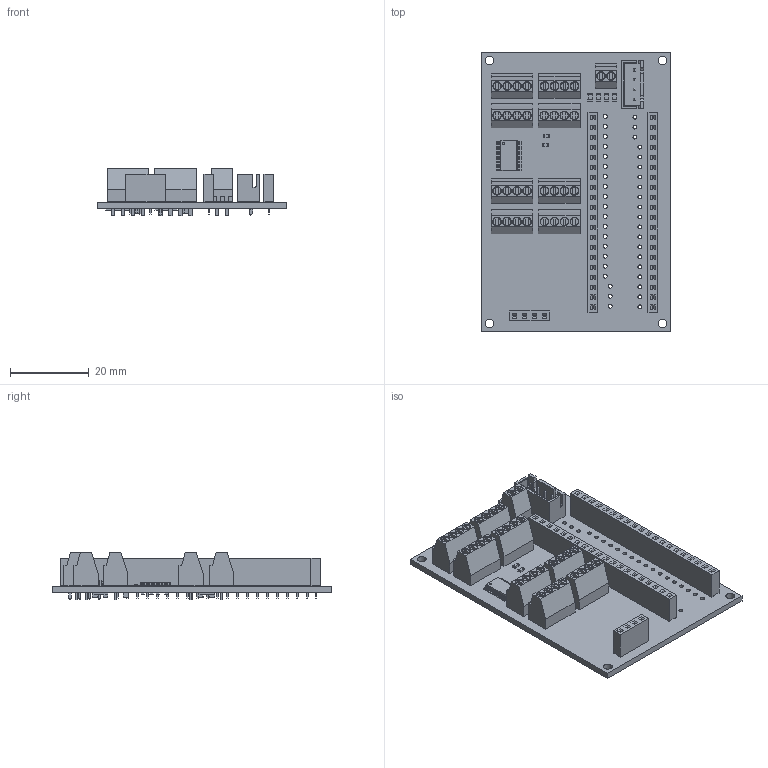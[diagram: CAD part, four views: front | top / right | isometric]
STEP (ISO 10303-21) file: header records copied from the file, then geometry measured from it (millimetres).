
FILE_DESCRIPTION(('KiCad electronic assembly'),'2;1');
FILE_NAME('multiplexI2C.step','2024-08-29T23:40:17',('Pcbnew'),('Kicad') ,'Open CASCADE STEP processor 7.7','KiCad to STEP converter','Unknown' );
FILE_SCHEMA(('AUTOMOTIVE_DESIGN { 1 0 10303 214 1 1 1 1 }'));
Length unit declared in the file: millimetre
Products named in the file (18): multiplexI2C 1; TerminalBlock_Phoenix_MPT-0,5-4-2.54_1x04_P2.54mm_Horizontal; TerminalBlock_Phoenix_MPT_05_4_254_1x04_P254mm_Horizontal; PinSocket_1x20_P2.54mm_Vertical; PinSocket_1x20_P254mm_Vertical; C_0805_2012Metric; R_0603_1608Metric; JST_XH_B4B-XH-A_1x04_P2.50mm_Vertical; JST_B4B_XH_A; TSSOP-24_4.4x7.8mm_P0.65mm; TSSOP_24_44x78mm_P065mm; PinSocket_1x04_P2.54mm_Vertical; PinSocket_1x04_P254mm_Vertical; TerminalBlock_Phoenix_MPT-0,5-2-2.54_1x02_P2.54mm_Horizontal; TerminalBlock_Phoenix_MPT_05_2_254_1x02_P254mm_Horizontal; multiplexI2C_PCB
Assembly tree (61 placements, depth 3):
  multiplexI2C 1
    TerminalBlock_Phoenix_MPT-0,5-4-2.54_1x04_P2.54mm_Horizontal  x8
      TerminalBlock_Phoenix_MPT_05_4_254_1x04_P254mm_Horizontal
    PinSocket_1x20_P2.54mm_Vertical  x2
      PinSocket_1x20_P254mm_Vertical
    C_0805_2012Metric  x13
      C_0805_2012Metric
    R_0603_1608Metric  x25
      R_0603_1608Metric
    JST_XH_B4B-XH-A_1x04_P2.50mm_Vertical
      JST_B4B_XH_A
    TSSOP-24_4.4x7.8mm_P0.65mm
      TSSOP_24_44x78mm_P065mm
    PinSocket_1x04_P2.54mm_Vertical
      PinSocket_1x04_P254mm_Vertical
    TerminalBlock_Phoenix_MPT-0,5-2-2.54_1x02_P2.54mm_Horizontal
      TerminalBlock_Phoenix_MPT_05_2_254_1x02_P254mm_Horizontal
    multiplexI2C_PCB
Bounding box: 48.26 x 71.12 x 12 mm (x, y, z)
Volume: 10894 mm3; surface area: 19244.4 mm2
Topology: 53 solids, 53 shells, 4320 faces, 11033 edges, 7124 vertices
Faces by surface type: plane 3481, cylinder 655, bspline 184
Full cylindrical faces by diameter (mm): 0.5 x1, 0.95 x4, 1 x84, 1.1 x38, 2 x34, 2.2 x38
Entity records: 63833 total; most frequent: CARTESIAN_POINT 9401, ORIENTED_EDGE 8940, DIRECTION 8422, EDGE_CURVE 4470, LINE 3816, VECTOR 3816, VERTEX_POINT 2882, AXIS2_PLACEMENT_3D 2303
